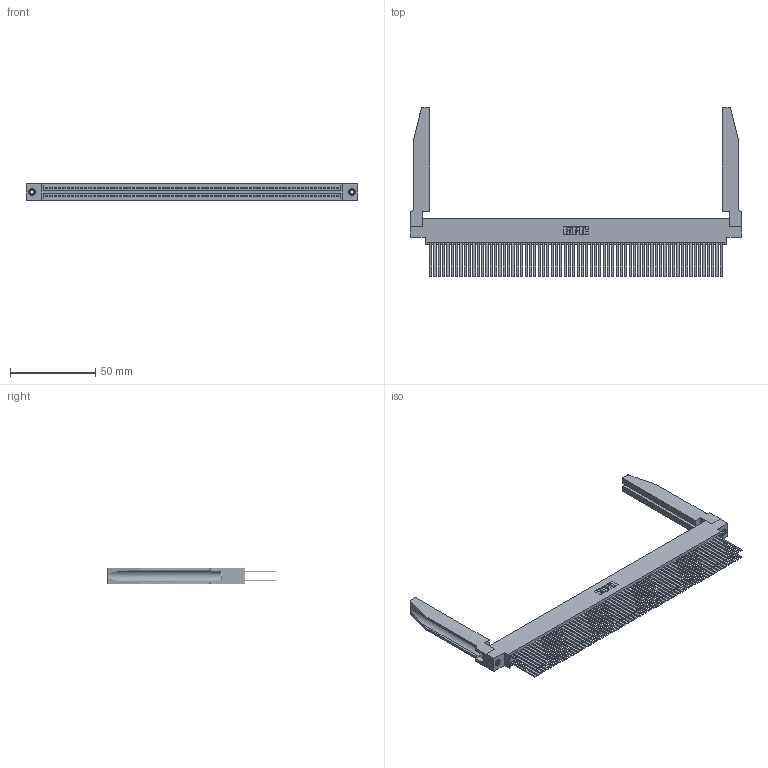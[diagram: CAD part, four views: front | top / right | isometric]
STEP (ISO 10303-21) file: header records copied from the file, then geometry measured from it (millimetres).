
FILE_DESCRIPTION (( 'STEP AP203' ), '1' );
FILE_NAME ('395-136-544-878.STEP', '2019-10-29T17:09:26', ( '' ), ( '' ), 'SwSTEP 2.0', 'SolidWorks 2016', '' );
FILE_SCHEMA (( 'CONFIG_CONTROL_DESIGN' ));
Length unit declared in the file: inch
Products named in the file (5): 345 Part_0.170 Offset - 0.156 Dia-TH; 345-292-001_345-293-144; 345-250-001_345-250-001-102; 345-220-078_345-220-078; 395-136-544-878
Assembly tree (141 placements, depth 2):
  395-136-544-878
    345 Part_0.170 Offset - 0.156 Dia-TH
    345-292-001_345-293-144  x136
    345-250-001_345-250-001-102  x2
    345-220-078_345-220-078  x2
Bounding box: 193.95 x 99.24 x 9.4 mm (x, y, z)
Volume: 28645.8 mm3; surface area: 43930.5 mm2
Topology: 141 solids, 141 shells, 6348 faces, 18777 edges, 12326 vertices
Faces by surface type: plane 4170, cylinder 2126, bspline 36, cone 12, torus 4
Entity records: 54542 total; most frequent: CARTESIAN_POINT 10035, ORIENTED_EDGE 8866, DIRECTION 7807, EDGE_CURVE 4433, VECTOR 3939, LINE 3939, VERTEX_POINT 2948, AXIS2_PLACEMENT_3D 1934
